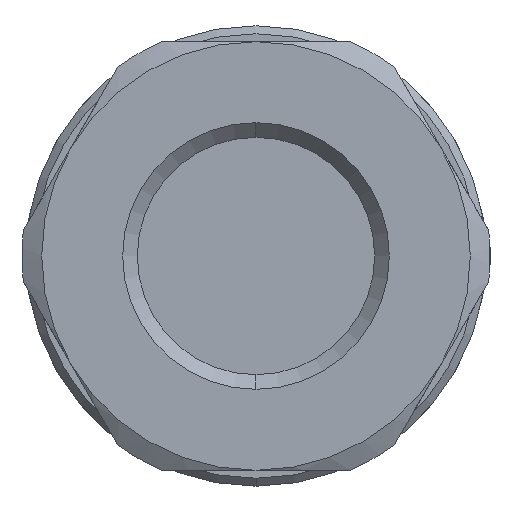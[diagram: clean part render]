
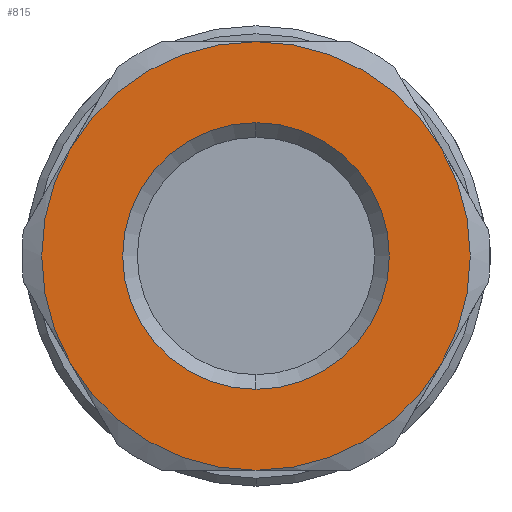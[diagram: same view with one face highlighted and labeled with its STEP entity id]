
A CAD part, left-side view. The second image highlights one B-rep face of the part: STEP entity #815.
In plain terms, the highlighted planar face has unit normal (-1, 0, 0).
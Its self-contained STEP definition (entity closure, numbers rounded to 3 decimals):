
#47 = PLANE ( 'NONE',  #1672 ) ;
#56 = DIRECTION ( 'NONE',  ( 0., 0., 1. ) ) ;
#58 = DIRECTION ( 'NONE',  ( -1., 0., 0. ) ) ;
#59 = CARTESIAN_POINT ( 'NONE',  ( -0.9, 13.471, 0. ) ) ;
#235 = FACE_OUTER_BOUND ( 'NONE', #3118, .T. ) ;
#236 = FACE_BOUND ( 'NONE', #3121, .T. ) ;
#614 = CIRCLE ( 'NONE', #1572, 8.4 ) ;
#713 = CIRCLE ( 'NONE', #2882, 8.4 ) ;
#815 = ADVANCED_FACE ( 'NONE', ( #235, #236 ), #47, .T. ) ;
#887 = CIRCLE ( 'NONE', #2866, 13.5 ) ;
#902 = CIRCLE ( 'NONE', #2873, 13.5 ) ;
#916 = CIRCLE ( 'NONE', #2827, 13.5 ) ;
#918 = CIRCLE ( 'NONE', #2829, 13.5 ) ;
#934 = CIRCLE ( 'NONE', #2842, 13.5 ) ;
#936 = CIRCLE ( 'NONE', #2836, 13.5 ) ;
#955 = CARTESIAN_POINT ( 'NONE',  ( -0.9, -0.029, 0. ) ) ;
#956 = DIRECTION ( 'NONE',  ( 1., 0., 0. ) ) ;
#957 = DIRECTION ( 'NONE',  ( 0., 0., -1. ) ) ;
#958 = CARTESIAN_POINT ( 'NONE',  ( -0.9, -0.029, 0. ) ) ;
#959 = DIRECTION ( 'NONE',  ( 1., 0., 0. ) ) ;
#960 = DIRECTION ( 'NONE',  ( 0., 0., -1. ) ) ;
#1054 = CARTESIAN_POINT ( 'NONE',  ( -0.9, 11.662, -6.75 ) ) ;
#1062 = CARTESIAN_POINT ( 'NONE',  ( -0.9, 11.662, 6.75 ) ) ;
#1068 = CARTESIAN_POINT ( 'NONE',  ( -0.9, -0.029, 8.4 ) ) ;
#1085 = CARTESIAN_POINT ( 'NONE',  ( -0.9, -0.029, -13.5 ) ) ;
#1101 = CARTESIAN_POINT ( 'NONE',  ( -0.9, -0.029, -8.4 ) ) ;
#1106 = CARTESIAN_POINT ( 'NONE',  ( -0.9, -11.721, 6.75 ) ) ;
#1167 = CARTESIAN_POINT ( 'NONE',  ( -0.9, -11.721, -6.75 ) ) ;
#1212 = CARTESIAN_POINT ( 'NONE',  ( -0.9, -0.029, 13.5 ) ) ;
#1234 = CARTESIAN_POINT ( 'NONE',  ( -0.9, -0.029, 0. ) ) ;
#1235 = DIRECTION ( 'NONE',  ( 1., 0., 0. ) ) ;
#1236 = DIRECTION ( 'NONE',  ( 0., 0., -1. ) ) ;
#1276 = CARTESIAN_POINT ( 'NONE',  ( -0.9, -0.029, 0. ) ) ;
#1277 = DIRECTION ( 'NONE',  ( 1., 0., 0. ) ) ;
#1278 = DIRECTION ( 'NONE',  ( 0., 0., -1. ) ) ;
#1312 = CARTESIAN_POINT ( 'NONE',  ( -0.9, -0.029, 0. ) ) ;
#1313 = DIRECTION ( 'NONE',  ( 1., 0., 0. ) ) ;
#1314 = DIRECTION ( 'NONE',  ( 0., 0., -1. ) ) ;
#1330 = CARTESIAN_POINT ( 'NONE',  ( -0.9, -0.029, 0. ) ) ;
#1331 = DIRECTION ( 'NONE',  ( 1., 0., 0. ) ) ;
#1332 = DIRECTION ( 'NONE',  ( 0., 0., -1. ) ) ;
#1459 = EDGE_CURVE ( 'NONE', #2645, #2612, #614, .T. ) ;
#1572 = AXIS2_PLACEMENT_3D ( 'NONE', #3077, #3104, #3102 ) ;
#1672 = AXIS2_PLACEMENT_3D ( 'NONE', #59, #58, #56 ) ;
#1741 = EDGE_CURVE ( 'NONE', #2612, #2645, #713, .T. ) ;
#2275 = ORIENTED_EDGE ( 'NONE', *, *, #2774, .F. ) ;
#2294 = ORIENTED_EDGE ( 'NONE', *, *, #2820, .F. ) ;
#2295 = ORIENTED_EDGE ( 'NONE', *, *, #2819, .F. ) ;
#2296 = ORIENTED_EDGE ( 'NONE', *, *, #2803, .F. ) ;
#2297 = ORIENTED_EDGE ( 'NONE', *, *, #2799, .F. ) ;
#2298 = ORIENTED_EDGE ( 'NONE', *, *, #2787, .F. ) ;
#2299 = ORIENTED_EDGE ( 'NONE', *, *, #1741, .F. ) ;
#2300 = ORIENTED_EDGE ( 'NONE', *, *, #1459, .F. ) ;
#2598 = VERTEX_POINT ( 'NONE', #1054 ) ;
#2606 = VERTEX_POINT ( 'NONE', #1062 ) ;
#2612 = VERTEX_POINT ( 'NONE', #1068 ) ;
#2629 = VERTEX_POINT ( 'NONE', #1085 ) ;
#2645 = VERTEX_POINT ( 'NONE', #1101 ) ;
#2650 = VERTEX_POINT ( 'NONE', #1106 ) ;
#2711 = VERTEX_POINT ( 'NONE', #1167 ) ;
#2756 = VERTEX_POINT ( 'NONE', #1212 ) ;
#2774 = EDGE_CURVE ( 'NONE', #2629, #2598, #887, .T. ) ;
#2787 = EDGE_CURVE ( 'NONE', #2598, #2606, #902, .T. ) ;
#2799 = EDGE_CURVE ( 'NONE', #2606, #2756, #916, .T. ) ;
#2803 = EDGE_CURVE ( 'NONE', #2756, #2650, #918, .T. ) ;
#2819 = EDGE_CURVE ( 'NONE', #2650, #2711, #934, .T. ) ;
#2820 = EDGE_CURVE ( 'NONE', #2711, #2629, #936, .T. ) ;
#2827 = AXIS2_PLACEMENT_3D ( 'NONE', #1312, #1313, #1314 ) ;
#2829 = AXIS2_PLACEMENT_3D ( 'NONE', #1330, #1331, #1332 ) ;
#2836 = AXIS2_PLACEMENT_3D ( 'NONE', #958, #959, #960 ) ;
#2842 = AXIS2_PLACEMENT_3D ( 'NONE', #955, #956, #957 ) ;
#2866 = AXIS2_PLACEMENT_3D ( 'NONE', #1234, #1235, #1236 ) ;
#2873 = AXIS2_PLACEMENT_3D ( 'NONE', #1276, #1277, #1278 ) ;
#2882 = AXIS2_PLACEMENT_3D ( 'NONE', #4031, #4032, #4019 ) ;
#3077 = CARTESIAN_POINT ( 'NONE',  ( -0.9, -0.029, 0. ) ) ;
#3102 = DIRECTION ( 'NONE',  ( 0., 0., 1. ) ) ;
#3104 = DIRECTION ( 'NONE',  ( -1., 0., 0. ) ) ;
#3118 = EDGE_LOOP ( 'NONE', ( #2275, #2294, #2295, #2296, #2297, #2298 ) ) ;
#3121 = EDGE_LOOP ( 'NONE', ( #2299, #2300 ) ) ;
#4019 = DIRECTION ( 'NONE',  ( 0., 0., 1. ) ) ;
#4031 = CARTESIAN_POINT ( 'NONE',  ( -0.9, -0.029, 0. ) ) ;
#4032 = DIRECTION ( 'NONE',  ( -1., 0., 0. ) ) ;
